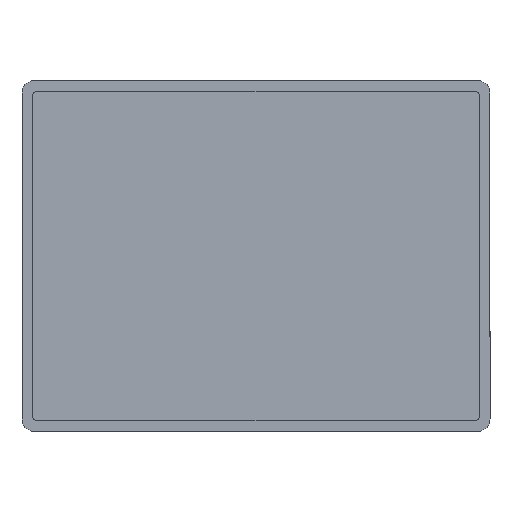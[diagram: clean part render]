
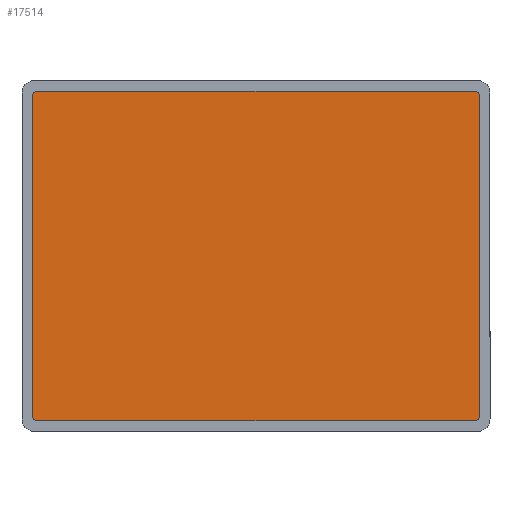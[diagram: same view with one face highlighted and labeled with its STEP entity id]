
A CAD part, front view. The second image highlights one B-rep face of the part: STEP entity #17514.
In plain terms, the highlighted planar face has unit normal (0, -1, 0).
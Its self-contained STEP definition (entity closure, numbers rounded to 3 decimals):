
#368 = DIRECTION ( 'NONE',  ( 0., 1., 0. ) ) ;
#1136 = EDGE_CURVE ( 'NONE', #11023, #15725, #8770, .T. ) ;
#1609 = LINE ( 'NONE', #23777, #14270 ) ;
#1635 = VECTOR ( 'NONE', #1939, 1000. ) ;
#1856 = EDGE_CURVE ( 'NONE', #8652, #7846, #24383, .T. ) ;
#1939 = DIRECTION ( 'NONE',  ( 0., 0., 1. ) ) ;
#2019 = AXIS2_PLACEMENT_3D ( 'NONE', #16574, #368, #16306 ) ;
#2294 = DIRECTION ( 'NONE',  ( 0., 1., 0. ) ) ;
#2861 = ORIENTED_EDGE ( 'NONE', *, *, #1856, .F. ) ;
#2901 = EDGE_CURVE ( 'NONE', #23868, #10580, #23584, .T. ) ;
#3201 = EDGE_CURVE ( 'NONE', #16305, #23868, #7075, .T. ) ;
#3425 = ORIENTED_EDGE ( 'NONE', *, *, #3201, .F. ) ;
#4044 = DIRECTION ( 'NONE',  ( 0., 0., 1. ) ) ;
#4583 = DIRECTION ( 'NONE',  ( 0., 0., -1. ) ) ;
#6696 = ORIENTED_EDGE ( 'NONE', *, *, #20142, .F. ) ;
#6905 = CARTESIAN_POINT ( 'NONE',  ( 373., 0., 282. ) ) ;
#7075 = LINE ( 'NONE', #14854, #13075 ) ;
#7846 = VERTEX_POINT ( 'NONE', #23439 ) ;
#8346 = CARTESIAN_POINT ( 'NONE',  ( -373., 0., -273. ) ) ;
#8652 = VERTEX_POINT ( 'NONE', #17055 ) ;
#8770 = CIRCLE ( 'NONE', #17178, 9. ) ;
#9128 = CARTESIAN_POINT ( 'NONE',  ( -382., 0., -273. ) ) ;
#9258 = AXIS2_PLACEMENT_3D ( 'NONE', #24533, #22270, #20295 ) ;
#9422 = ORIENTED_EDGE ( 'NONE', *, *, #1136, .F. ) ;
#10086 = DIRECTION ( 'NONE',  ( -1., 0., 0. ) ) ;
#10450 = CIRCLE ( 'NONE', #2019, 9. ) ;
#10580 = VERTEX_POINT ( 'NONE', #19361 ) ;
#10829 = CARTESIAN_POINT ( 'NONE',  ( 373., 0., -273. ) ) ;
#10843 = EDGE_CURVE ( 'NONE', #15725, #8652, #18161, .T. ) ;
#10905 = ORIENTED_EDGE ( 'NONE', *, *, #10843, .F. ) ;
#10921 = AXIS2_PLACEMENT_3D ( 'NONE', #18005, #16293, #4044 ) ;
#11023 = VERTEX_POINT ( 'NONE', #21066 ) ;
#11891 = DIRECTION ( 'NONE',  ( 1., 0., 0. ) ) ;
#12141 = VERTEX_POINT ( 'NONE', #6905 ) ;
#12199 = AXIS2_PLACEMENT_3D ( 'NONE', #10829, #18865, #23476 ) ;
#12499 = PLANE ( 'NONE',  #9258 ) ;
#13075 = VECTOR ( 'NONE', #4583, 1000. ) ;
#14028 = CARTESIAN_POINT ( 'NONE',  ( -373., 0., -282. ) ) ;
#14270 = VECTOR ( 'NONE', #11891, 1000. ) ;
#14482 = CARTESIAN_POINT ( 'NONE',  ( 382., 0., -273. ) ) ;
#14845 = ORIENTED_EDGE ( 'NONE', *, *, #25696, .F. ) ;
#14854 = CARTESIAN_POINT ( 'NONE',  ( 382., 0., 273. ) ) ;
#15725 = VERTEX_POINT ( 'NONE', #9128 ) ;
#16293 = DIRECTION ( 'NONE',  ( 0., 1., 0. ) ) ;
#16305 = VERTEX_POINT ( 'NONE', #20379 ) ;
#16306 = DIRECTION ( 'NONE',  ( 0., 0., 1. ) ) ;
#16517 = EDGE_LOOP ( 'NONE', ( #9422, #14845, #19190, #3425, #6696, #23732, #2861, #10905 ) ) ;
#16574 = CARTESIAN_POINT ( 'NONE',  ( 373., 0., 273. ) ) ;
#17009 = EDGE_CURVE ( 'NONE', #7846, #12141, #1609, .T. ) ;
#17055 = CARTESIAN_POINT ( 'NONE',  ( -382., 0., 273. ) ) ;
#17178 = AXIS2_PLACEMENT_3D ( 'NONE', #8346, #2294, #18638 ) ;
#17410 = VECTOR ( 'NONE', #10086, 1000. ) ;
#17514 = ADVANCED_FACE ( 'NONE', ( #20421 ), #12499, .F. ) ;
#18005 = CARTESIAN_POINT ( 'NONE',  ( -373., 0., 273. ) ) ;
#18161 = LINE ( 'NONE', #20003, #1635 ) ;
#18638 = DIRECTION ( 'NONE',  ( 0., 0., 1. ) ) ;
#18865 = DIRECTION ( 'NONE',  ( 0., 1., 0. ) ) ;
#19190 = ORIENTED_EDGE ( 'NONE', *, *, #2901, .F. ) ;
#19361 = CARTESIAN_POINT ( 'NONE',  ( 373., 0., -282. ) ) ;
#19847 = LINE ( 'NONE', #14028, #17410 ) ;
#20003 = CARTESIAN_POINT ( 'NONE',  ( -382., 0., 273. ) ) ;
#20142 = EDGE_CURVE ( 'NONE', #12141, #16305, #10450, .T. ) ;
#20295 = DIRECTION ( 'NONE',  ( 0., 0., 1. ) ) ;
#20379 = CARTESIAN_POINT ( 'NONE',  ( 382., 0., 273. ) ) ;
#20421 = FACE_OUTER_BOUND ( 'NONE', #16517, .T. ) ;
#21066 = CARTESIAN_POINT ( 'NONE',  ( -373., 0., -282. ) ) ;
#22270 = DIRECTION ( 'NONE',  ( 0., 1., 0. ) ) ;
#23439 = CARTESIAN_POINT ( 'NONE',  ( -373., 0., 282. ) ) ;
#23476 = DIRECTION ( 'NONE',  ( 0., 0., 1. ) ) ;
#23584 = CIRCLE ( 'NONE', #12199, 9. ) ;
#23732 = ORIENTED_EDGE ( 'NONE', *, *, #17009, .F. ) ;
#23777 = CARTESIAN_POINT ( 'NONE',  ( -373., 0., 282. ) ) ;
#23868 = VERTEX_POINT ( 'NONE', #14482 ) ;
#24383 = CIRCLE ( 'NONE', #10921, 9. ) ;
#24533 = CARTESIAN_POINT ( 'NONE',  ( -373., 0., -273. ) ) ;
#25696 = EDGE_CURVE ( 'NONE', #10580, #11023, #19847, .T. ) ;
